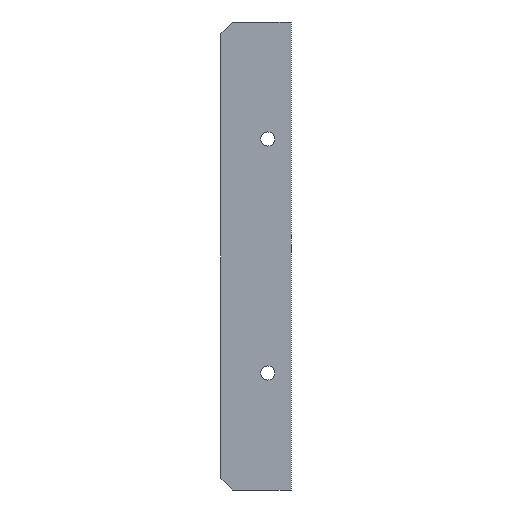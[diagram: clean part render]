
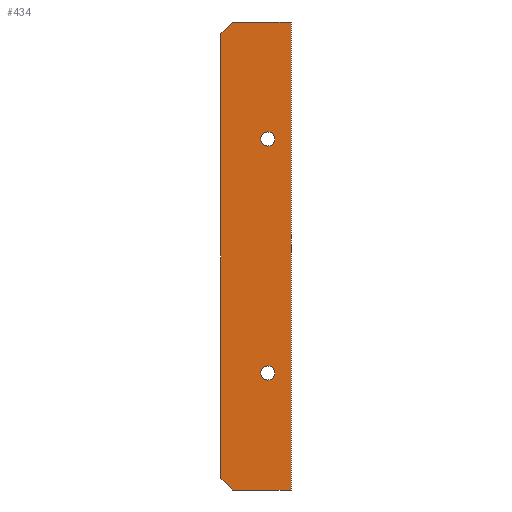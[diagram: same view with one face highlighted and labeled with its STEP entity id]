
A CAD part, front view. The second image highlights one B-rep face of the part: STEP entity #434.
In plain terms, the highlighted planar face has unit normal (0, -1, 0).
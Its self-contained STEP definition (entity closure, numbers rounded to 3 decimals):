
#6 = ORIENTED_EDGE ( 'NONE', *, *, #153, .T. ) ;
#15 = VECTOR ( 'NONE', #29, 1000. ) ;
#18 = VERTEX_POINT ( 'NONE', #323 ) ;
#21 = EDGE_CURVE ( 'NONE', #200, #111, #431, .T. ) ;
#26 = VECTOR ( 'NONE', #262, 1000. ) ;
#29 = DIRECTION ( 'NONE',  ( 0., 0., -1. ) ) ;
#37 = VECTOR ( 'NONE', #169, 1000. ) ;
#45 = DIRECTION ( 'NONE',  ( 0., -1., 0. ) ) ;
#61 = VERTEX_POINT ( 'NONE', #197 ) ;
#71 = VERTEX_POINT ( 'NONE', #370 ) ;
#76 = EDGE_CURVE ( 'NONE', #18, #244, #537, .T. ) ;
#81 = EDGE_LOOP ( 'NONE', ( #305, #478 ) ) ;
#88 = CARTESIAN_POINT ( 'NONE',  ( 10., 0., 76.5 ) ) ;
#89 = ORIENTED_EDGE ( 'NONE', *, *, #134, .F. ) ;
#91 = DIRECTION ( 'NONE',  ( 0., -1., 0. ) ) ;
#99 = EDGE_CURVE ( 'NONE', #507, #111, #192, .T. ) ;
#105 = DIRECTION ( 'NONE',  ( 0., 0., -1. ) ) ;
#107 = VERTEX_POINT ( 'NONE', #275 ) ;
#108 = CARTESIAN_POINT ( 'NONE',  ( 0., 0., 2.5 ) ) ;
#111 = VERTEX_POINT ( 'NONE', #283 ) ;
#114 = CARTESIAN_POINT ( 'NONE',  ( 10., 0., 75. ) ) ;
#125 = CARTESIAN_POINT ( 'NONE',  ( 15., 0., 100. ) ) ;
#126 = CARTESIAN_POINT ( 'NONE',  ( 10., 0., 75. ) ) ;
#134 = EDGE_CURVE ( 'NONE', #71, #200, #548, .T. ) ;
#137 = EDGE_CURVE ( 'NONE', #244, #18, #463, .T. ) ;
#138 = CARTESIAN_POINT ( 'NONE',  ( 10., 0., 25. ) ) ;
#139 = AXIS2_PLACEMENT_3D ( 'NONE', #166, #383, #292 ) ;
#153 = EDGE_CURVE ( 'NONE', #71, #171, #359, .T. ) ;
#159 = EDGE_CURVE ( 'NONE', #232, #107, #353, .T. ) ;
#163 = ORIENTED_EDGE ( 'NONE', *, *, #488, .T. ) ;
#166 = CARTESIAN_POINT ( 'NONE',  ( 10., 0., 25. ) ) ;
#168 = CARTESIAN_POINT ( 'NONE',  ( 0., 0., 97.5 ) ) ;
#169 = DIRECTION ( 'NONE',  ( 1., 0., 0. ) ) ;
#171 = VERTEX_POINT ( 'NONE', #168 ) ;
#175 = VECTOR ( 'NONE', #105, 1000. ) ;
#176 = VECTOR ( 'NONE', #209, 1000. ) ;
#192 = LINE ( 'NONE', #414, #348 ) ;
#197 = CARTESIAN_POINT ( 'NONE',  ( 0., 0., 2.5 ) ) ;
#200 = VERTEX_POINT ( 'NONE', #125 ) ;
#209 = DIRECTION ( 'NONE',  ( -0.707, 0., -0.707 ) ) ;
#215 = ORIENTED_EDGE ( 'NONE', *, *, #76, .F. ) ;
#224 = PLANE ( 'NONE',  #521 ) ;
#225 = ORIENTED_EDGE ( 'NONE', *, *, #501, .T. ) ;
#232 = VERTEX_POINT ( 'NONE', #335 ) ;
#234 = LINE ( 'NONE', #361, #175 ) ;
#244 = VERTEX_POINT ( 'NONE', #88 ) ;
#262 = DIRECTION ( 'NONE',  ( 0.707, 0., -0.707 ) ) ;
#275 = CARTESIAN_POINT ( 'NONE',  ( 10., 0., 26.5 ) ) ;
#279 = DIRECTION ( 'NONE',  ( 0., 0., -1. ) ) ;
#280 = DIRECTION ( 'NONE',  ( 1., 0., 0. ) ) ;
#281 = CARTESIAN_POINT ( 'NONE',  ( 2.5, 0., 0. ) ) ;
#283 = CARTESIAN_POINT ( 'NONE',  ( 15., 0., 0. ) ) ;
#292 = DIRECTION ( 'NONE',  ( 0., 0., -1. ) ) ;
#295 = ORIENTED_EDGE ( 'NONE', *, *, #137, .F. ) ;
#301 = EDGE_LOOP ( 'NONE', ( #89, #6, #225, #163, #402, #429 ) ) ;
#305 = ORIENTED_EDGE ( 'NONE', *, *, #159, .F. ) ;
#323 = CARTESIAN_POINT ( 'NONE',  ( 10., 0., 73.5 ) ) ;
#331 = DIRECTION ( 'NONE',  ( 0., -1., 0. ) ) ;
#335 = CARTESIAN_POINT ( 'NONE',  ( 10., 0., 23.5 ) ) ;
#338 = EDGE_CURVE ( 'NONE', #107, #232, #447, .T. ) ;
#348 = VECTOR ( 'NONE', #280, 1000. ) ;
#352 = FACE_BOUND ( 'NONE', #511, .T. ) ;
#353 = CIRCLE ( 'NONE', #139, 1.5 ) ;
#359 = LINE ( 'NONE', #508, #176 ) ;
#361 = CARTESIAN_POINT ( 'NONE',  ( 0., 0., 100. ) ) ;
#364 = AXIS2_PLACEMENT_3D ( 'NONE', #114, #331, #279 ) ;
#370 = CARTESIAN_POINT ( 'NONE',  ( 2.5, 0., 100. ) ) ;
#379 = DIRECTION ( 'NONE',  ( 0., 0., -1. ) ) ;
#380 = AXIS2_PLACEMENT_3D ( 'NONE', #126, #91, #379 ) ;
#383 = DIRECTION ( 'NONE',  ( 0., -1., 0. ) ) ;
#402 = ORIENTED_EDGE ( 'NONE', *, *, #99, .T. ) ;
#414 = CARTESIAN_POINT ( 'NONE',  ( 1.5, 0., 0. ) ) ;
#422 = FACE_BOUND ( 'NONE', #81, .T. ) ;
#424 = CARTESIAN_POINT ( 'NONE',  ( 0., 0., 100. ) ) ;
#429 = ORIENTED_EDGE ( 'NONE', *, *, #21, .F. ) ;
#431 = LINE ( 'NONE', #498, #15 ) ;
#434 = ADVANCED_FACE ( 'NONE', ( #422, #352, #483 ), #224, .F. ) ;
#447 = CIRCLE ( 'NONE', #489, 1.5 ) ;
#463 = CIRCLE ( 'NONE', #380, 1.5 ) ;
#473 = DIRECTION ( 'NONE',  ( 0., 0., -1. ) ) ;
#478 = ORIENTED_EDGE ( 'NONE', *, *, #338, .F. ) ;
#483 = FACE_OUTER_BOUND ( 'NONE', #301, .T. ) ;
#485 = DIRECTION ( 'NONE',  ( 0., 1., 0. ) ) ;
#486 = LINE ( 'NONE', #108, #26 ) ;
#488 = EDGE_CURVE ( 'NONE', #61, #507, #486, .T. ) ;
#489 = AXIS2_PLACEMENT_3D ( 'NONE', #138, #45, #473 ) ;
#498 = CARTESIAN_POINT ( 'NONE',  ( 15., 0., 100. ) ) ;
#501 = EDGE_CURVE ( 'NONE', #171, #61, #234, .T. ) ;
#507 = VERTEX_POINT ( 'NONE', #281 ) ;
#508 = CARTESIAN_POINT ( 'NONE',  ( 2.5, 0., 100. ) ) ;
#511 = EDGE_LOOP ( 'NONE', ( #215, #295 ) ) ;
#519 = CARTESIAN_POINT ( 'NONE',  ( 1.5, 0., 100. ) ) ;
#521 = AXIS2_PLACEMENT_3D ( 'NONE', #519, #485, #524 ) ;
#524 = DIRECTION ( 'NONE',  ( 0., 0., 1. ) ) ;
#537 = CIRCLE ( 'NONE', #364, 1.5 ) ;
#548 = LINE ( 'NONE', #424, #37 ) ;
